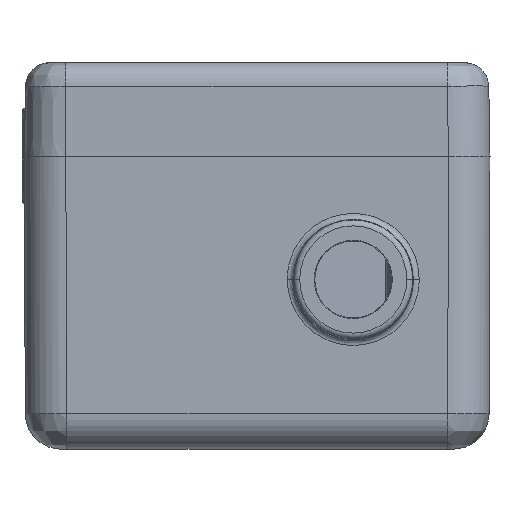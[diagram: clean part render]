
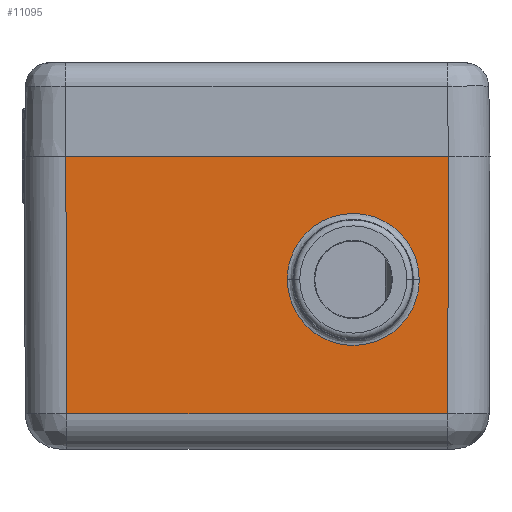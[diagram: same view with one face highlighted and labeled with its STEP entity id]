
A CAD part, front view. The second image highlights one B-rep face of the part: STEP entity #11095.
In plain terms, the highlighted planar face has unit normal (0, -1, -0.004).
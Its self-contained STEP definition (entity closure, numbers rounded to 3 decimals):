
#2637=CARTESIAN_POINT('',(15.3,-71.5,-1.8));
#2648=DIRECTION('',(-1.,0.,0.));
#2649=VECTOR('',#2648,32.3);
#2650=CARTESIAN_POINT('',(15.3,-71.5,-1.8));
#2651=LINE('',#2650,#2649);
#2661=CARTESIAN_POINT('',(-17.,-71.5,-1.8));
#3139=CARTESIAN_POINT('',(1.692,-71.464,
-12.179));
#3140=CARTESIAN_POINT('',(1.692,-71.462,
-12.609));
#3141=CARTESIAN_POINT('',(1.788,-71.459,
-13.443));
#3142=CARTESIAN_POINT('',(2.214,-71.455,
-14.647));
#3143=CARTESIAN_POINT('',(2.9,-71.451,
-15.72));
#3144=CARTESIAN_POINT('',(3.809,-71.448,
-16.611));
#3145=CARTESIAN_POINT('',(4.896,-71.446,
-17.275));
#3146=CARTESIAN_POINT('',(6.105,-71.445,
-17.676));
#3147=CARTESIAN_POINT('',(7.372,-71.444,
-17.795));
#3148=CARTESIAN_POINT('',(8.637,-71.445,
-17.626));
#3149=CARTESIAN_POINT('',(9.819,-71.446,
-17.175));
#3150=CARTESIAN_POINT('',(10.772,-71.449,
-16.545));
#3151=CARTESIAN_POINT('',(11.485,-71.451,
-15.846));
#3152=CARTESIAN_POINT('',(11.999,-71.453,
-15.141));
#3153=CARTESIAN_POINT('',(12.361,-71.456,
-14.452));
#3154=CARTESIAN_POINT('',(12.609,-71.458,
-13.78));
#3155=CARTESIAN_POINT('',(12.779,-71.461,
-13.048));
#3156=CARTESIAN_POINT('',(12.828,-71.463,
-12.48));
#3157=CARTESIAN_POINT('',(12.828,-71.464,
-12.179));
#3162=CARTESIAN_POINT('',(12.828,-71.464,
-12.179));
#3163=CARTESIAN_POINT('',(12.828,-71.465,
-11.75));
#3164=CARTESIAN_POINT('',(12.731,-71.468,
-10.916));
#3165=CARTESIAN_POINT('',(12.305,-71.472,
-9.712));
#3166=CARTESIAN_POINT('',(11.62,-71.476,
-8.64));
#3167=CARTESIAN_POINT('',(10.71,-71.479,
-7.749));
#3168=CARTESIAN_POINT('',(9.623,-71.482,
-7.085));
#3169=CARTESIAN_POINT('',(8.415,-71.483,
-6.684));
#3170=CARTESIAN_POINT('',(7.147,-71.483,
-6.565));
#3171=CARTESIAN_POINT('',(5.883,-71.483,
-6.735));
#3172=CARTESIAN_POINT('',(4.701,-71.481,
-7.185));
#3173=CARTESIAN_POINT('',(3.749,-71.479,
-7.815));
#3174=CARTESIAN_POINT('',(3.036,-71.477,
-8.513));
#3175=CARTESIAN_POINT('',(2.521,-71.474,
-9.218));
#3176=CARTESIAN_POINT('',(2.159,-71.472,
-9.907));
#3177=CARTESIAN_POINT('',(1.911,-71.469,
-10.579));
#3178=CARTESIAN_POINT('',(1.741,-71.467,
-11.311));
#3179=CARTESIAN_POINT('',(1.692,-71.465,
-11.879));
#3180=CARTESIAN_POINT('',(1.692,-71.464,
-12.179));
#3185=DIRECTION('',(1.,0.,0.));
#3186=VECTOR('',#3185,32.148);
#3187=CARTESIAN_POINT('',(-16.924,-71.424,
-23.51));
#3188=LINE('',#3187,#3186);
#3192=DIRECTION('',(0.003,0.003,-1.));
#3193=VECTOR('',#3192,21.711);
#3194=CARTESIAN_POINT('',(-17.,-71.5,-1.8));
#3195=LINE('',#3194,#3193);
#3199=DIRECTION('',(-0.003,0.003,-1.));
#3200=VECTOR('',#3199,21.711);
#3201=CARTESIAN_POINT('',(15.3,-71.5,-1.8));
#3202=LINE('',#3201,#3200);
#8040=VERTEX_POINT('',#3139);
#8041=VERTEX_POINT('',#3157);
#8052=VERTEX_POINT('',#2637);
#8055=VERTEX_POINT('',#2661);
#8102=CARTESIAN_POINT('',(-16.924,-71.424,
-23.51));
#8104=VERTEX_POINT('',#8102);
#8107=CARTESIAN_POINT('',(15.224,-71.424,
-23.51));
#8108=VERTEX_POINT('',#8107);
#11077=CARTESIAN_POINT('',(-21.014,-71.5,-1.8));
#11078=DIRECTION('',(0.,-1.,-0.003));
#11079=DIRECTION('',(1.,0.,0.));
#11080=AXIS2_PLACEMENT_3D('',#11077,#11078,#11079);
#11081=PLANE('',#11080);
#11082=ORIENTED_EDGE('',*,*,#11068,.F.);
#11083=ORIENTED_EDGE('',*,*,#11001,.F.);
#11084=ORIENTED_EDGE('',*,*,#10474,.F.);
#11086=ORIENTED_EDGE('',*,*,#11085,.T.);
#11087=EDGE_LOOP('',(#11082,#11083,#11084,#11086));
#11088=FACE_OUTER_BOUND('',#11087,.F.);
#11090=ORIENTED_EDGE('',*,*,#11089,.T.);
#11092=ORIENTED_EDGE('',*,*,#11091,.T.);
#11093=EDGE_LOOP('',(#11090,#11092));
#11094=FACE_BOUND('',#11093,.F.);
#3158=B_SPLINE_CURVE_WITH_KNOTS('',3,(#3139,#3140,#3141,#3142,#3143,#3144,#3145,
#3146,#3147,#3148,#3149,#3150,#3151,#3152,#3153,#3154,#3155,#3156,#3157),
.UNSPECIFIED.,.F.,.F.,(4,1,1,1,1,1,1,1,1,1,1,1,1,1,1,1,4),(0.,0.063,0.125,
0.188,0.25,0.313,0.375,0.438,0.5,0.563,0.625,0.688,
0.75,0.813,0.875,0.938,1.),.UNSPECIFIED.);
#3181=B_SPLINE_CURVE_WITH_KNOTS('',3,(#3162,#3163,#3164,#3165,#3166,#3167,#3168,
#3169,#3170,#3171,#3172,#3173,#3174,#3175,#3176,#3177,#3178,#3179,#3180),
.UNSPECIFIED.,.F.,.F.,(4,1,1,1,1,1,1,1,1,1,1,1,1,1,1,1,4),(0.,0.063,0.125,
0.188,0.25,0.313,0.375,0.438,0.5,0.563,0.625,0.688,
0.75,0.813,0.875,0.938,1.),.UNSPECIFIED.);
#10474=EDGE_CURVE('',#8052,#8055,#2651,.T.);
#11001=EDGE_CURVE('',#8055,#8104,#3195,.T.);
#11068=EDGE_CURVE('',#8104,#8108,#3188,.T.);
#11085=EDGE_CURVE('',#8052,#8108,#3202,.T.);
#11089=EDGE_CURVE('',#8040,#8041,#3158,.T.);
#11091=EDGE_CURVE('',#8041,#8040,#3181,.T.);
#11095=ADVANCED_FACE('',(#11088,#11094),#11081,.T.);
